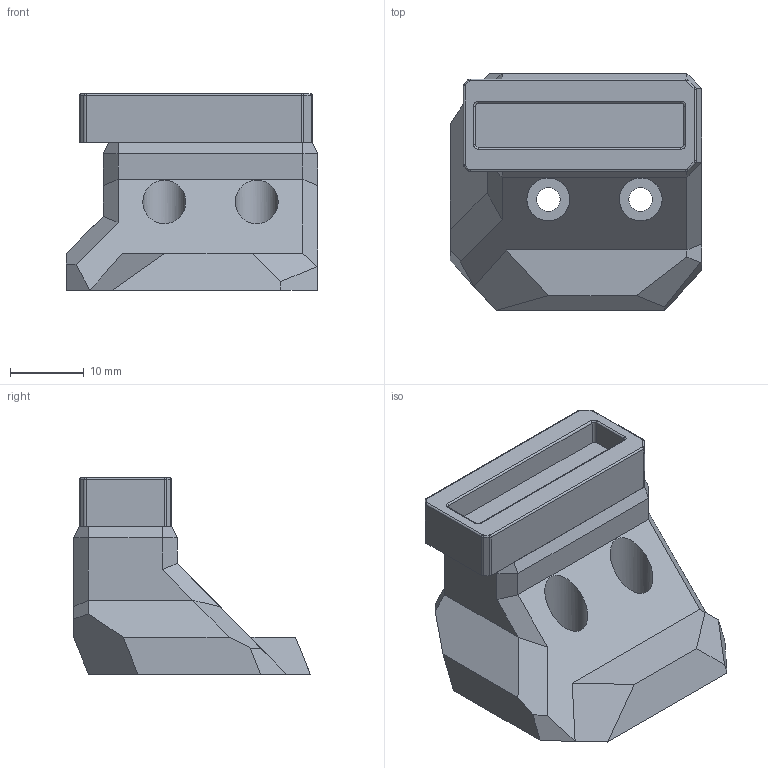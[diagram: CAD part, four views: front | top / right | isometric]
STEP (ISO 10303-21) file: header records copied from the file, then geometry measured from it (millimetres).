
FILE_DESCRIPTION(/* description */ (''),/* implementation_level */ '2;1');
FILE_NAME(/* name */ 'vc4_wiper_left.stp',/* time_stamp */ '2024-09-20T19:13:34+03:00',/* author */ ('ms'),/* organization */ (''),/* preprocessor_version */ 'ST-DEVELOPER v19.2',/* originating_system */ 'Autodesk Inventor 2024',/* authorisation */ '');
FILE_SCHEMA (('AUTOMOTIVE_DESIGN { 1 0 10303 214 3 1 1 }'));
Length unit declared in the file: millimetre
Products named in the file (1): vc4_wiper_left
Bounding box: 34 x 32 x 26.6 mm (x, y, z)
Volume: 13535.4 mm3; surface area: 6164.8 mm2
Topology: 2 solids, 2 shells, 129 faces, 321 edges, 202 vertices
Faces by surface type: plane 81, cylinder 36, bspline 8, torus 4
Full cylindrical faces by diameter (mm): 3.2 x2, 5.8 x2
Entity records: 3886 total; most frequent: CARTESIAN_POINT 717, DIRECTION 653, ORIENTED_EDGE 642, EDGE_CURVE 321, LINE 233, VECTOR 233, AXIS2_PLACEMENT_3D 210, VERTEX_POINT 202
